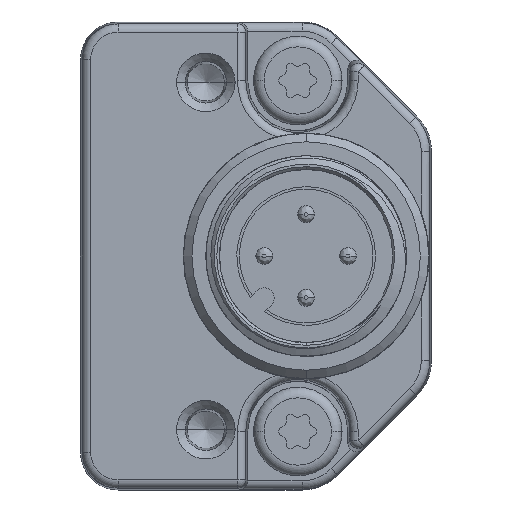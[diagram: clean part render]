
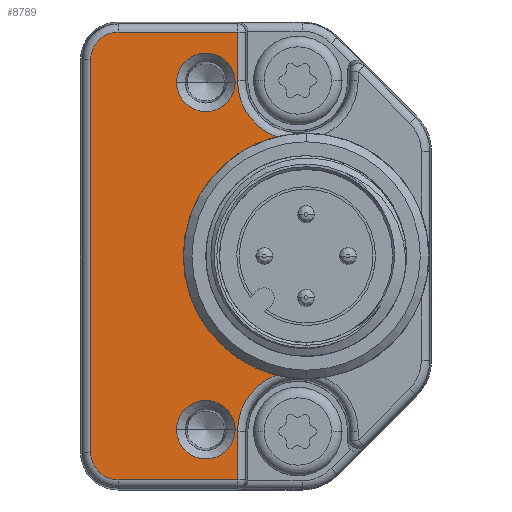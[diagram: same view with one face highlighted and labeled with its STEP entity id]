
A CAD part, left-side view. The second image highlights one B-rep face of the part: STEP entity #8789.
In plain terms, the highlighted planar face has unit normal (-1, 0, 0).
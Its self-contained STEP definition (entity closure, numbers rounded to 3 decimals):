
#552=CARTESIAN_POINT('',(-13.,9.297,-7.127));
#674=CARTESIAN_POINT('',(-13.,9.297,7.127));
#697=CARTESIAN_POINT('',(-13.,8.,-10.5));
#698=DIRECTION('',(1.,0.,0.));
#699=DIRECTION('',(0.,1.,0.));
#700=AXIS2_PLACEMENT_3D('',#697,#698,#699);
#702=DIRECTION('',(0.,0.,1.));
#703=VECTOR('',#702,2.891);
#704=CARTESIAN_POINT('',(-13.,11.614,-13.391));
#705=LINE('',#704,#703);
#706=DIRECTION('',(0.,-1.,0.));
#707=VECTOR('',#706,7.136);
#708=CARTESIAN_POINT('',(-13.,18.75,-13.391));
#709=LINE('',#708,#707);
#710=CARTESIAN_POINT('',(-13.,18.75,-11.75));
#711=DIRECTION('',(-1.,0.,0.));
#712=DIRECTION('',(0.,1.,0.));
#713=AXIS2_PLACEMENT_3D('',#710,#711,#712);
#715=DIRECTION('',(0.,0.,-1.));
#716=VECTOR('',#715,23.5);
#717=CARTESIAN_POINT('',(-13.,20.391,11.75));
#718=LINE('',#717,#716);
#719=CARTESIAN_POINT('',(-13.,18.75,11.75));
#720=DIRECTION('',(-1.,0.,0.));
#721=DIRECTION('',(0.,0.,1.));
#722=AXIS2_PLACEMENT_3D('',#719,#720,#721);
#724=DIRECTION('',(0.,1.,0.));
#725=VECTOR('',#724,7.136);
#726=CARTESIAN_POINT('',(-13.,11.614,13.391));
#727=LINE('',#726,#725);
#728=DIRECTION('',(0.,0.,1.));
#729=VECTOR('',#728,2.891);
#730=CARTESIAN_POINT('',(-13.,11.614,10.5));
#731=LINE('',#730,#729);
#732=CARTESIAN_POINT('',(-13.,8.,10.5));
#733=DIRECTION('',(1.,0.,0.));
#734=DIRECTION('',(0.,0.359,-0.933));
#735=AXIS2_PLACEMENT_3D('',#732,#733,#734);
#737=CARTESIAN_POINT('',(-13.,7.5,0.));
#738=DIRECTION('',(-1.,0.,0.));
#739=DIRECTION('',(0.,0.244,0.97));
#740=AXIS2_PLACEMENT_3D('',#737,#738,#739);
#742=CARTESIAN_POINT('',(-13.,13.5,-10.392));
#743=DIRECTION('',(1.,0.,0.));
#744=DIRECTION('',(0.,1.,0.));
#745=AXIS2_PLACEMENT_3D('',#742,#743,#744);
#747=CARTESIAN_POINT('',(-13.,13.5,-10.392));
#748=DIRECTION('',(1.,0.,0.));
#749=DIRECTION('',(0.,-1.,0.));
#750=AXIS2_PLACEMENT_3D('',#747,#748,#749);
#752=CARTESIAN_POINT('',(-13.,13.5,10.392));
#753=DIRECTION('',(1.,0.,0.));
#754=DIRECTION('',(0.,1.,0.));
#755=AXIS2_PLACEMENT_3D('',#752,#753,#754);
#757=CARTESIAN_POINT('',(-13.,13.5,10.392));
#758=DIRECTION('',(1.,0.,0.));
#759=DIRECTION('',(0.,-1.,0.));
#760=AXIS2_PLACEMENT_3D('',#757,#758,#759);
#6960=VERTEX_POINT('',#552);
#6961=VERTEX_POINT('',#674);
#6994=CARTESIAN_POINT('',(-13.,20.391,-11.75));
#6995=CARTESIAN_POINT('',(-13.,18.75,-13.391));
#6996=VERTEX_POINT('',#6994);
#6997=VERTEX_POINT('',#6995);
#7002=CARTESIAN_POINT('',(-13.,20.391,11.75));
#7003=VERTEX_POINT('',#7002);
#7006=CARTESIAN_POINT('',(-13.,18.75,13.391));
#7007=VERTEX_POINT('',#7006);
#7044=CARTESIAN_POINT('',(-13.,11.614,-10.5));
#7045=VERTEX_POINT('',#7044);
#7046=CARTESIAN_POINT('',(-13.,11.614,-13.391));
#7047=VERTEX_POINT('',#7046);
#7064=CARTESIAN_POINT('',(-13.,11.614,10.5));
#7065=VERTEX_POINT('',#7064);
#7066=CARTESIAN_POINT('',(-13.,11.614,13.391));
#7067=VERTEX_POINT('',#7066);
#7143=CARTESIAN_POINT('',(-13.,15.25,-10.392));
#7144=CARTESIAN_POINT('',(-13.,11.75,-10.392));
#7145=VERTEX_POINT('',#7143);
#7146=VERTEX_POINT('',#7144);
#7147=CARTESIAN_POINT('',(-13.,15.25,10.392));
#7148=CARTESIAN_POINT('',(-13.,11.75,10.392));
#7149=VERTEX_POINT('',#7147);
#7150=VERTEX_POINT('',#7148);
#8754=CARTESIAN_POINT('',(-13.,0.,0.));
#8755=DIRECTION('',(-1.,0.,0.));
#8756=DIRECTION('',(0.,0.,1.));
#8757=AXIS2_PLACEMENT_3D('',#8754,#8755,#8756);
#8758=PLANE('',#8757);
#8759=ORIENTED_EDGE('',*,*,#8602,.F.);
#8761=ORIENTED_EDGE('',*,*,#8760,.F.);
#8763=ORIENTED_EDGE('',*,*,#8762,.F.);
#8765=ORIENTED_EDGE('',*,*,#8764,.F.);
#8767=ORIENTED_EDGE('',*,*,#8766,.F.);
#8769=ORIENTED_EDGE('',*,*,#8768,.F.);
#8771=ORIENTED_EDGE('',*,*,#8770,.F.);
#8772=ORIENTED_EDGE('',*,*,#8745,.F.);
#8773=ORIENTED_EDGE('',*,*,#8703,.F.);
#8774=ORIENTED_EDGE('',*,*,#8617,.T.);
#8775=EDGE_LOOP('',(#8759,#8761,#8763,#8765,#8767,#8769,#8771,#8772,#8773,
#8774));
#8776=FACE_OUTER_BOUND('',#8775,.F.);
#8778=ORIENTED_EDGE('',*,*,#8777,.F.);
#8780=ORIENTED_EDGE('',*,*,#8779,.F.);
#8781=EDGE_LOOP('',(#8778,#8780));
#8782=FACE_BOUND('',#8781,.F.);
#8784=ORIENTED_EDGE('',*,*,#8783,.F.);
#8786=ORIENTED_EDGE('',*,*,#8785,.F.);
#8787=EDGE_LOOP('',(#8784,#8786));
#8788=FACE_BOUND('',#8787,.F.);
#8789=ADVANCED_FACE('',(#8776,#8782,#8788),#8758,.T.);
#701=CIRCLE('',#700,3.614);
#714=CIRCLE('',#713,1.641);
#723=CIRCLE('',#722,1.641);
#736=CIRCLE('',#735,3.614);
#741=CIRCLE('',#740,7.35);
#746=CIRCLE('',#745,1.75);
#751=CIRCLE('',#750,1.75);
#756=CIRCLE('',#755,1.75);
#761=CIRCLE('',#760,1.75);
#8602=EDGE_CURVE('',#7045,#6960,#701,.T.);
#8617=EDGE_CURVE('',#6961,#6960,#741,.T.);
#8703=EDGE_CURVE('',#6961,#7065,#736,.T.);
#8745=EDGE_CURVE('',#7065,#7067,#731,.T.);
#8760=EDGE_CURVE('',#7047,#7045,#705,.T.);
#8762=EDGE_CURVE('',#6997,#7047,#709,.T.);
#8764=EDGE_CURVE('',#6996,#6997,#714,.T.);
#8766=EDGE_CURVE('',#7003,#6996,#718,.T.);
#8768=EDGE_CURVE('',#7007,#7003,#723,.T.);
#8770=EDGE_CURVE('',#7067,#7007,#727,.T.);
#8777=EDGE_CURVE('',#7145,#7146,#746,.T.);
#8779=EDGE_CURVE('',#7146,#7145,#751,.T.);
#8783=EDGE_CURVE('',#7149,#7150,#756,.T.);
#8785=EDGE_CURVE('',#7150,#7149,#761,.T.);
